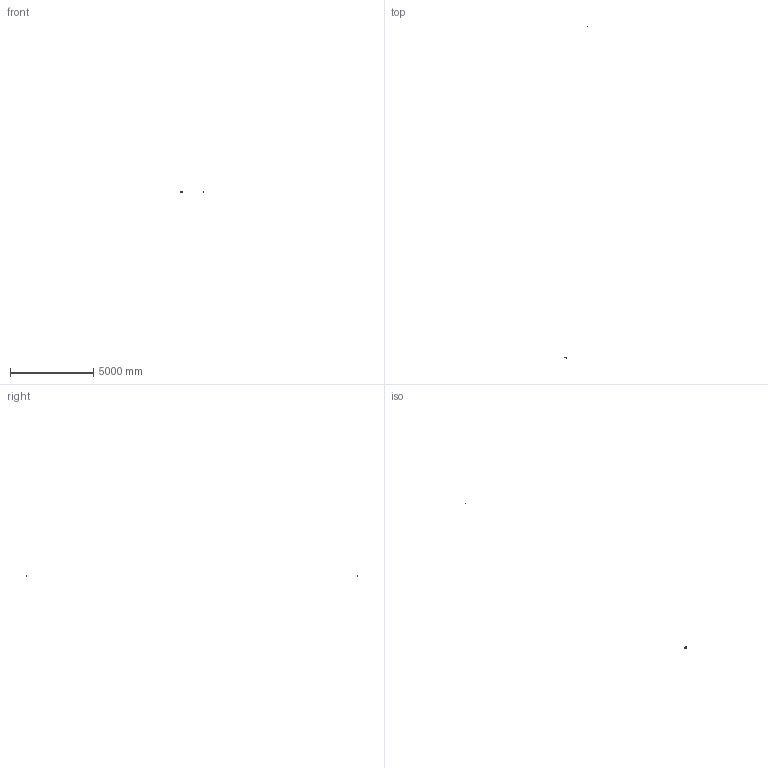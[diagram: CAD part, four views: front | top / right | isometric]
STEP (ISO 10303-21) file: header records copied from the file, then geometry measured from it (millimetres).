
FILE_DESCRIPTION(('STEP AP203'),'1');
FILE_NAME('800.1.2.002.step','2014-05-16T07:14:21',(' '),(' '),'Spatial InterOp 3D',' ',' ');
FILE_SCHEMA(('CONFIG_CONTROL_DESIGN'));
Length unit declared in the file: millimetre
Products named in the file (9): 1; 2; 3; 4; 5; 6; 7; 8; 9
Bounding box: 1352.92 x 19888.84 x 100 mm (x, y, z)
Volume: 53450.7 mm3; surface area: 42041.4 mm2
Topology: 9 solids, 9 shells, 272 faces, 696 edges, 452 vertices
Faces by surface type: plane 136, cylinder 113, bspline 14, cone 6, torus 3
Full cylindrical faces by diameter (mm): 3.5 x1, 4.2 x2, 5 x1, 5.9 x2, 6 x2, 6.2 x1, 6.3 x6, 6.4 x2, 6.5 x1, 7.8 x2, 8 x2, 8.5 x1, 10 x1, 10.3 x2, 12 x4
Entity records: 9814 total; most frequent: CARTESIAN_POINT 2803, DIRECTION 1413, ORIENTED_EDGE 1304, EDGE_CURVE 652, AXIS2_PLACEMENT_3D 522, VERTEX_POINT 447, LINE 369, VECTOR 369
